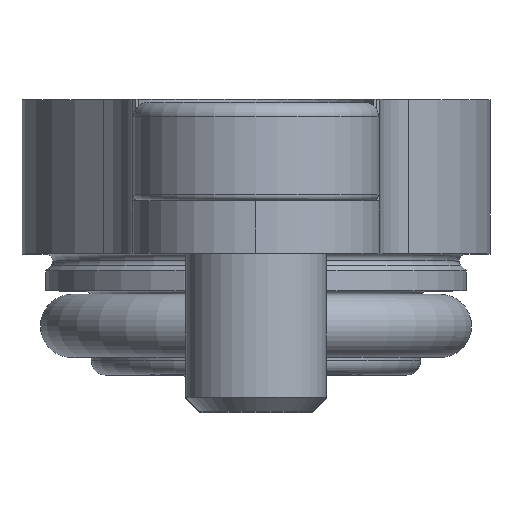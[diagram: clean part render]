
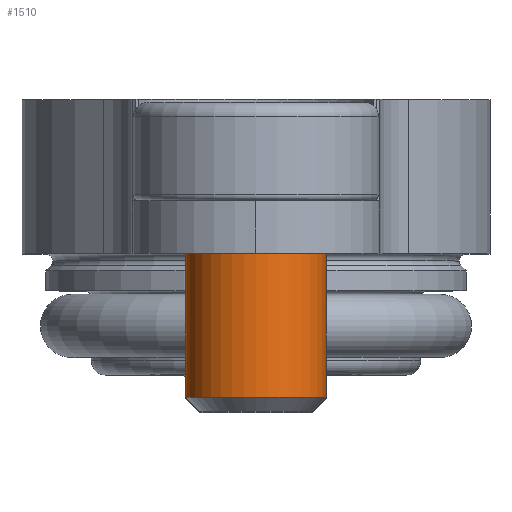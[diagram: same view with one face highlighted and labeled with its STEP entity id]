
A CAD part, top view. The second image highlights one B-rep face of the part: STEP entity #1510.
In plain terms, the highlighted cylindrical face has radius 2.002 mm (diameter 4.004 mm), a partial arc.
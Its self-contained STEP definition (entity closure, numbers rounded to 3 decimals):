
#126 = CARTESIAN_POINT ( 'NONE',  ( 0., -8.505, 9.4 ) ) ;
#166 = DIRECTION ( 'NONE',  ( 0., -1., 0. ) ) ;
#405 = CYLINDRICAL_SURFACE ( 'NONE', #2787, 2.002 ) ;
#525 = VECTOR ( 'NONE', #4608, 1000. ) ;
#613 = CARTESIAN_POINT ( 'NONE',  ( -2.002, -96.649, 9.4 ) ) ;
#815 = VECTOR ( 'NONE', #1579, 1000. ) ;
#1008 = ORIENTED_EDGE ( 'NONE', *, *, #4712, .F. ) ;
#1102 = ORIENTED_EDGE ( 'NONE', *, *, #4291, .T. ) ;
#1125 = DIRECTION ( 'NONE',  ( 1., 0., 0. ) ) ;
#1430 = FACE_OUTER_BOUND ( 'NONE', #2860, .T. ) ;
#1510 = ADVANCED_FACE ( 'NONE', ( #1430 ), #405, .T. ) ;
#1545 = DIRECTION ( 'NONE',  ( 0., 1., 0. ) ) ;
#1574 = VERTEX_POINT ( 'NONE', #5075 ) ;
#1579 = DIRECTION ( 'NONE',  ( 0., -1., 0. ) ) ;
#1708 = VERTEX_POINT ( 'NONE', #2702 ) ;
#1858 = ORIENTED_EDGE ( 'NONE', *, *, #5377, .F. ) ;
#2022 = CARTESIAN_POINT ( 'NONE',  ( 0., -96.649, 9.4 ) ) ;
#2066 = DIRECTION ( 'NONE',  ( 1., 0., 0. ) ) ;
#2594 = CARTESIAN_POINT ( 'NONE',  ( 2.002, -96.649, 9.4 ) ) ;
#2683 = CARTESIAN_POINT ( 'NONE',  ( -2.002, -8.505, 9.4 ) ) ;
#2702 = CARTESIAN_POINT ( 'NONE',  ( -2.002, -4.4, 9.4 ) ) ;
#2784 = LINE ( 'NONE', #613, #525 ) ;
#2787 = AXIS2_PLACEMENT_3D ( 'NONE', #2022, #4017, #2066 ) ;
#2860 = EDGE_LOOP ( 'NONE', ( #1008, #1102, #1858, #5849 ) ) ;
#2946 = CIRCLE ( 'NONE', #3840, 2.002 ) ;
#2975 = AXIS2_PLACEMENT_3D ( 'NONE', #126, #166, #1125 ) ;
#3082 = CARTESIAN_POINT ( 'NONE',  ( 0., -4.4, 9.4 ) ) ;
#3356 = CARTESIAN_POINT ( 'NONE',  ( 2.002, -4.4, 9.4 ) ) ;
#3662 = CIRCLE ( 'NONE', #2975, 2.002 ) ;
#3840 = AXIS2_PLACEMENT_3D ( 'NONE', #3082, #1545, #4579 ) ;
#4017 = DIRECTION ( 'NONE',  ( 0., -1., 0. ) ) ;
#4108 = EDGE_CURVE ( 'NONE', #6206, #1574, #6040, .T. ) ;
#4291 = EDGE_CURVE ( 'NONE', #1708, #5094, #2784, .T. ) ;
#4579 = DIRECTION ( 'NONE',  ( -1., 0., 0. ) ) ;
#4608 = DIRECTION ( 'NONE',  ( 0., -1., 0. ) ) ;
#4712 = EDGE_CURVE ( 'NONE', #1708, #6206, #2946, .T. ) ;
#5075 = CARTESIAN_POINT ( 'NONE',  ( 2.002, -8.505, 9.4 ) ) ;
#5094 = VERTEX_POINT ( 'NONE', #2683 ) ;
#5377 = EDGE_CURVE ( 'NONE', #1574, #5094, #3662, .T. ) ;
#5849 = ORIENTED_EDGE ( 'NONE', *, *, #4108, .F. ) ;
#6040 = LINE ( 'NONE', #2594, #815 ) ;
#6206 = VERTEX_POINT ( 'NONE', #3356 ) ;
